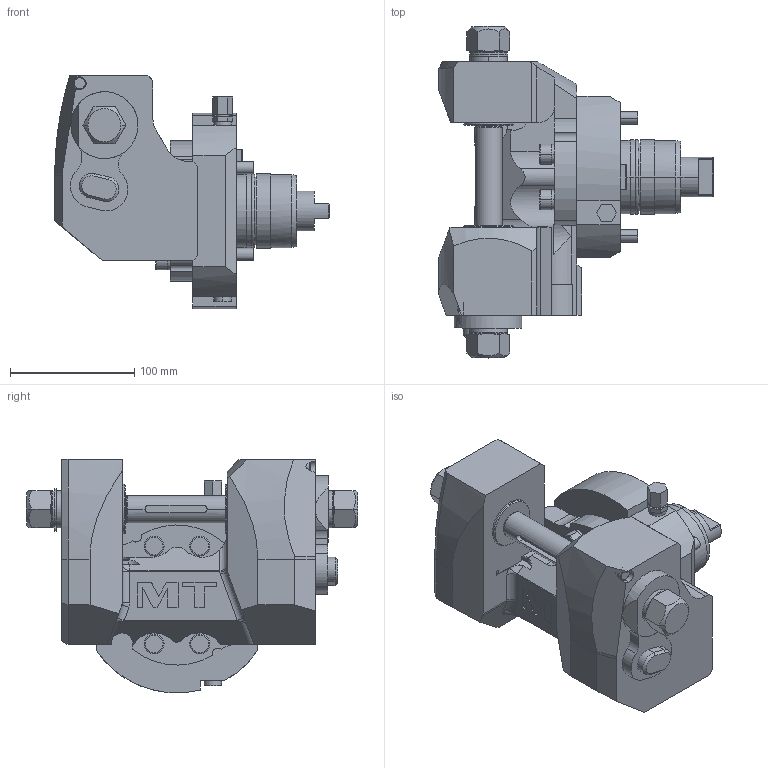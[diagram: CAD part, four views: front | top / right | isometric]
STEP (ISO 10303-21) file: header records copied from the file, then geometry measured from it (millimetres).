
FILE_DESCRIPTION((''),'2;1');
FILE_NAME('TKW0452100_CONF','2023-08-09T17:43:53',('alessandro'),('M.T. srl'),'CREO PARAMETRIC BY PTC INC, 2021072','CREO PARAMETRIC BY PTC INC, 2021072','');
FILE_SCHEMA(('CONFIG_CONTROL_DESIGN'));
Length unit declared in the file: millimetre
Products named in the file (1): TKW0452100_CONF
Bounding box: 221.27 x 267.7 x 188.31 mm (x, y, z)
Volume: 2860746.6 mm3; surface area: 190350 mm2
Topology: 1 solids, 1 shells, 398 faces, 986 edges, 621 vertices
Faces by surface type: plane 215, cylinder 128, cone 34, torus 16, bspline 3, extrusion 2
Entity records: 13093 total; most frequent: CARTESIAN_POINT 3562, DIRECTION 1990, ORIENTED_EDGE 1964, EDGE_CURVE 982, AXIS2_PLACEMENT_3D 718, VERTEX_POINT 621, VECTOR 554, LINE 552
